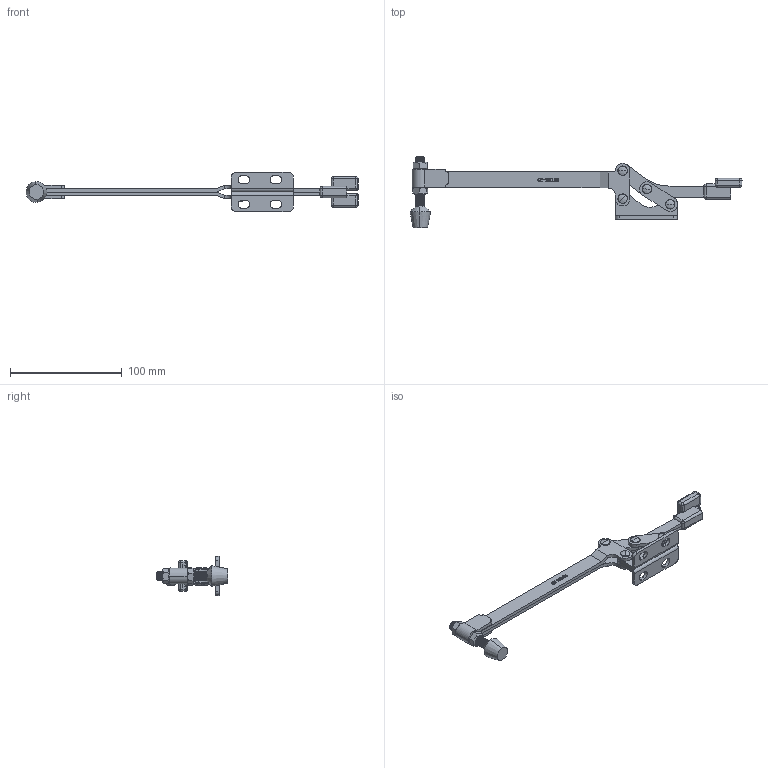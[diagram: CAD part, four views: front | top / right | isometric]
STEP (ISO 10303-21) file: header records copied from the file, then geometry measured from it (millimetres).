
FILE_DESCRIPTION (( 'STEP AP203' ), '1' );
FILE_NAME ('CH-22195.STEP', '2017-11-18T08:06:27', ( 'Windows' ), ( 'Microsoft' ), 'SwSTEP 2.0', 'SolidWorks 2015', '' );
FILE_SCHEMA (( 'CONFIG_CONTROL_DESIGN' ));
Length unit declared in the file: millimetre
Products named in the file (11): 22165-04; 22165-01; 22165-06; 22165-03; FC-56212-01; 22165-05; FC-56212; 22195揤參; 175BR; CH-22195
Assembly tree (15 placements, depth 3):
  CH-22195
    22165-01
    22165-01
      22165-03
      22165-05
    22165-04  x2
    22165-06  x4
    FC-56212-01  x2
    FC-56212
    22195揤參
    175BR
Bounding box: 296.73 x 63.5 x 34.9 mm (x, y, z)
Volume: 52833.8 mm3; surface area: 41170.6 mm2
Topology: 16 solids, 16 shells, 872 faces, 2318 edges, 1490 vertices
Faces by surface type: plane 355, cylinder 254, bspline 168, cone 43, torus 32, sphere 20
Entity records: 36045 total; most frequent: CARTESIAN_POINT 16978, ORIENTED_EDGE 4106, DIRECTION 3062, EDGE_CURVE 2053, VERTEX_POINT 1340, LINE 1226, VECTOR 1226, AXIS2_PLACEMENT_3D 918
